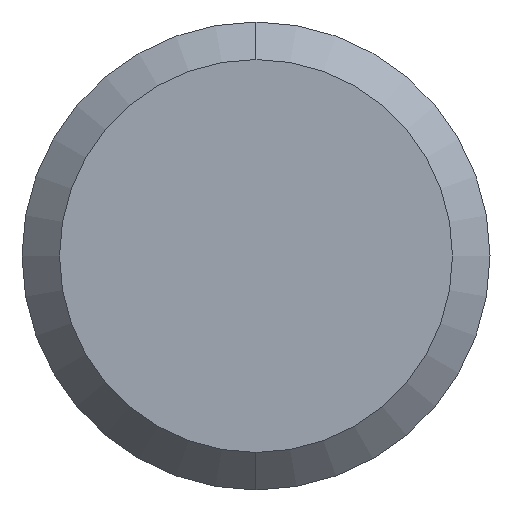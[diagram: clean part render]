
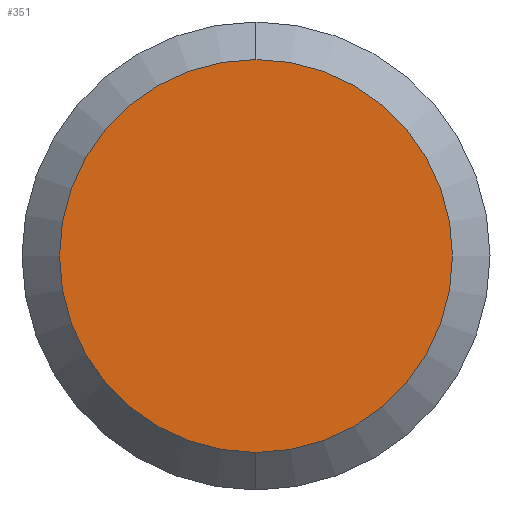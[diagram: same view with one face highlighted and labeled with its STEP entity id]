
A CAD part, left-side view. The second image highlights one B-rep face of the part: STEP entity #351.
In plain terms, the highlighted planar face has unit normal (-1, 0, 0).
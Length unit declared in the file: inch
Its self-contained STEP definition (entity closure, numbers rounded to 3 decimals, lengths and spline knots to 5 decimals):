
#13 = DIRECTION ( 'NONE',  ( 0., 0., 1. ) ) ;
#32 = CARTESIAN_POINT ( 'NONE',  ( 0., 0., 0.05235 ) ) ;
#45 = EDGE_LOOP ( 'NONE', ( #529, #354 ) ) ;
#78 = AXIS2_PLACEMENT_3D ( 'NONE', #472, #79, #13 ) ;
#79 = DIRECTION ( 'NONE',  ( -1., 0., 0. ) ) ;
#100 = CIRCLE ( 'NONE', #195, 0.05235 ) ;
#131 = DIRECTION ( 'NONE',  ( 1., 0., 0. ) ) ;
#189 = PLANE ( 'NONE',  #402 ) ;
#195 = AXIS2_PLACEMENT_3D ( 'NONE', #623, #342, #403 ) ;
#239 = FACE_OUTER_BOUND ( 'NONE', #45, .T. ) ;
#306 = EDGE_CURVE ( 'NONE', #465, #405, #705, .T. ) ;
#342 = DIRECTION ( 'NONE',  ( -1., 0., 0. ) ) ;
#351 = ADVANCED_FACE ( 'NONE', ( #239 ), #189, .F. ) ;
#354 = ORIENTED_EDGE ( 'NONE', *, *, #643, .T. ) ;
#380 = CARTESIAN_POINT ( 'NONE',  ( 0., 0., -0.05235 ) ) ;
#402 = AXIS2_PLACEMENT_3D ( 'NONE', #651, #131, #478 ) ;
#403 = DIRECTION ( 'NONE',  ( 0., 0., 1. ) ) ;
#405 = VERTEX_POINT ( 'NONE', #32 ) ;
#465 = VERTEX_POINT ( 'NONE', #380 ) ;
#472 = CARTESIAN_POINT ( 'NONE',  ( 0., 0., 0. ) ) ;
#478 = DIRECTION ( 'NONE',  ( 0., 0., -1. ) ) ;
#529 = ORIENTED_EDGE ( 'NONE', *, *, #306, .T. ) ;
#623 = CARTESIAN_POINT ( 'NONE',  ( 0., 0., 0. ) ) ;
#643 = EDGE_CURVE ( 'NONE', #405, #465, #100, .T. ) ;
#651 = CARTESIAN_POINT ( 'NONE',  ( 0., 0., 0. ) ) ;
#705 = CIRCLE ( 'NONE', #78, 0.05235 ) ;
